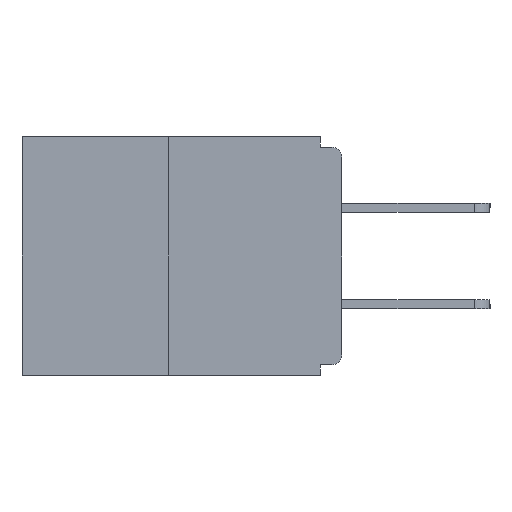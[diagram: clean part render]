
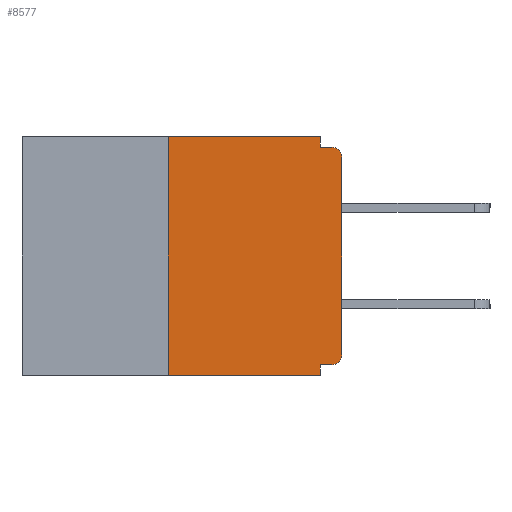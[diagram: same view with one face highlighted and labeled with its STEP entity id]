
A CAD part, left-side view. The second image highlights one B-rep face of the part: STEP entity #8577.
In plain terms, the highlighted planar face has unit normal (-1, 0, 0).
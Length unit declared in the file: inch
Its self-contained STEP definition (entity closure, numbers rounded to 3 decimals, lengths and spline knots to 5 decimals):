
#8 = PLANE ( 'NONE',  #3532 ) ;
#152 = VERTEX_POINT ( 'NONE', #11766 ) ;
#332 = ORIENTED_EDGE ( 'NONE', *, *, #5423, .T. ) ;
#487 = CIRCLE ( 'NONE', #6103, 0.015 ) ;
#1055 = EDGE_CURVE ( 'NONE', #2063, #13438, #7649, .T. ) ;
#1217 = CARTESIAN_POINT ( 'NONE',  ( 0., 0.46, -0.343 ) ) ;
#1468 = LINE ( 'NONE', #12851, #7779 ) ;
#1562 = LINE ( 'NONE', #1217, #7137 ) ;
#2063 = VERTEX_POINT ( 'NONE', #2976 ) ;
#2174 = VECTOR ( 'NONE', #13459, 39.37008 ) ;
#2399 = DIRECTION ( 'NONE',  ( -1., 0., 0. ) ) ;
#2561 = ORIENTED_EDGE ( 'NONE', *, *, #15327, .F. ) ;
#2823 = CARTESIAN_POINT ( 'NONE',  ( 0., 0., -0.328 ) ) ;
#2976 = CARTESIAN_POINT ( 'NONE',  ( 0., 0.25, -0.343 ) ) ;
#3083 = VERTEX_POINT ( 'NONE', #10559 ) ;
#3518 = LINE ( 'NONE', #2823, #12185 ) ;
#3532 = AXIS2_PLACEMENT_3D ( 'NONE', #5774, #7018, #15519 ) ;
#3555 = VECTOR ( 'NONE', #4854, 39.37008 ) ;
#3615 = CARTESIAN_POINT ( 'NONE',  ( 0., 0.031, 0. ) ) ;
#3788 = ORIENTED_EDGE ( 'NONE', *, *, #14953, .F. ) ;
#3804 = VERTEX_POINT ( 'NONE', #5732 ) ;
#3919 = ORIENTED_EDGE ( 'NONE', *, *, #15187, .F. ) ;
#3932 = LINE ( 'NONE', #9489, #3555 ) ;
#4217 = LINE ( 'NONE', #3615, #2174 ) ;
#4258 = FACE_OUTER_BOUND ( 'NONE', #5439, .T. ) ;
#4492 = VECTOR ( 'NONE', #12557, 39.37008 ) ;
#4627 = ORIENTED_EDGE ( 'NONE', *, *, #12161, .F. ) ;
#4854 = DIRECTION ( 'NONE',  ( 0., 0., -1. ) ) ;
#5081 = CARTESIAN_POINT ( 'NONE',  ( 0., 0.015, -0.328 ) ) ;
#5417 = DIRECTION ( 'NONE',  ( -1., 0., 0. ) ) ;
#5423 = EDGE_CURVE ( 'NONE', #2063, #10135, #1562, .T. ) ;
#5439 = EDGE_LOOP ( 'NONE', ( #14958, #9884, #332, #3919, #2561, #12771, #12888, #11377, #3788, #4627 ) ) ;
#5550 = CARTESIAN_POINT ( 'NONE',  ( 0., 0.031, -0.343 ) ) ;
#5732 = CARTESIAN_POINT ( 'NONE',  ( 0., 0., -0.313 ) ) ;
#5774 = CARTESIAN_POINT ( 'NONE',  ( 0., 0.46, 0. ) ) ;
#5828 = DIRECTION ( 'NONE',  ( 0., 0., -1. ) ) ;
#6103 = AXIS2_PLACEMENT_3D ( 'NONE', #11410, #5417, #12659 ) ;
#6744 = AXIS2_PLACEMENT_3D ( 'NONE', #14341, #2399, #5828 ) ;
#7018 = DIRECTION ( 'NONE',  ( 1., 0., 0. ) ) ;
#7137 = VECTOR ( 'NONE', #9727, 39.37008 ) ;
#7346 = DIRECTION ( 'NONE',  ( 0., 1., 0. ) ) ;
#7649 = LINE ( 'NONE', #12442, #4492 ) ;
#7719 = VERTEX_POINT ( 'NONE', #10819 ) ;
#7779 = VECTOR ( 'NONE', #9192, 39.37008 ) ;
#7786 = LINE ( 'NONE', #10610, #10251 ) ;
#8251 = DIRECTION ( 'NONE',  ( 0., -1., 0. ) ) ;
#8530 = EDGE_CURVE ( 'NONE', #12052, #3804, #13129, .T. ) ;
#8554 = EDGE_CURVE ( 'NONE', #13438, #8923, #7786, .T. ) ;
#8577 = ADVANCED_FACE ( 'NONE', ( #4258 ), #8, .F. ) ;
#8923 = VERTEX_POINT ( 'NONE', #10269 ) ;
#9192 = DIRECTION ( 'NONE',  ( 0., 0., 1. ) ) ;
#9489 = CARTESIAN_POINT ( 'NONE',  ( 0., 0.031, -0.343 ) ) ;
#9727 = DIRECTION ( 'NONE',  ( 0., -1., 0. ) ) ;
#9884 = ORIENTED_EDGE ( 'NONE', *, *, #1055, .F. ) ;
#10033 = DIRECTION ( 'NONE',  ( 0., -1., 0. ) ) ;
#10135 = VERTEX_POINT ( 'NONE', #5550 ) ;
#10251 = VECTOR ( 'NONE', #8251, 39.37008 ) ;
#10255 = EDGE_CURVE ( 'NONE', #3804, #152, #1468, .T. ) ;
#10269 = CARTESIAN_POINT ( 'NONE',  ( 0., 0.031, 0. ) ) ;
#10559 = CARTESIAN_POINT ( 'NONE',  ( 0., 0.031, -0.015 ) ) ;
#10610 = CARTESIAN_POINT ( 'NONE',  ( 0., 0.46, 0. ) ) ;
#10819 = CARTESIAN_POINT ( 'NONE',  ( 0., 0.015, -0.015 ) ) ;
#11377 = ORIENTED_EDGE ( 'NONE', *, *, #15369, .T. ) ;
#11410 = CARTESIAN_POINT ( 'NONE',  ( 0., 0.015, -0.03 ) ) ;
#11574 = VERTEX_POINT ( 'NONE', #13180 ) ;
#11766 = CARTESIAN_POINT ( 'NONE',  ( 0., 0., -0.03 ) ) ;
#12052 = VERTEX_POINT ( 'NONE', #5081 ) ;
#12161 = EDGE_CURVE ( 'NONE', #8923, #3083, #4217, .T. ) ;
#12185 = VECTOR ( 'NONE', #7346, 39.37008 ) ;
#12442 = CARTESIAN_POINT ( 'NONE',  ( 0., 0.25, 0. ) ) ;
#12557 = DIRECTION ( 'NONE',  ( 0., 0., 1. ) ) ;
#12659 = DIRECTION ( 'NONE',  ( 0., 0., -1. ) ) ;
#12771 = ORIENTED_EDGE ( 'NONE', *, *, #8530, .T. ) ;
#12851 = CARTESIAN_POINT ( 'NONE',  ( 0., 0., 0. ) ) ;
#12888 = ORIENTED_EDGE ( 'NONE', *, *, #10255, .T. ) ;
#13129 = CIRCLE ( 'NONE', #6744, 0.015 ) ;
#13180 = CARTESIAN_POINT ( 'NONE',  ( 0., 0.031, -0.328 ) ) ;
#13371 = VECTOR ( 'NONE', #10033, 39.37008 ) ;
#13438 = VERTEX_POINT ( 'NONE', #15412 ) ;
#13459 = DIRECTION ( 'NONE',  ( 0., 0., -1. ) ) ;
#13617 = CARTESIAN_POINT ( 'NONE',  ( 0., 0., -0.015 ) ) ;
#13749 = LINE ( 'NONE', #13617, #13371 ) ;
#14341 = CARTESIAN_POINT ( 'NONE',  ( 0., 0.015, -0.313 ) ) ;
#14953 = EDGE_CURVE ( 'NONE', #3083, #7719, #13749, .T. ) ;
#14958 = ORIENTED_EDGE ( 'NONE', *, *, #8554, .F. ) ;
#15187 = EDGE_CURVE ( 'NONE', #11574, #10135, #3932, .T. ) ;
#15327 = EDGE_CURVE ( 'NONE', #12052, #11574, #3518, .T. ) ;
#15369 = EDGE_CURVE ( 'NONE', #152, #7719, #487, .T. ) ;
#15412 = CARTESIAN_POINT ( 'NONE',  ( 0., 0.25, 0. ) ) ;
#15519 = DIRECTION ( 'NONE',  ( 0., 0., -1. ) ) ;
